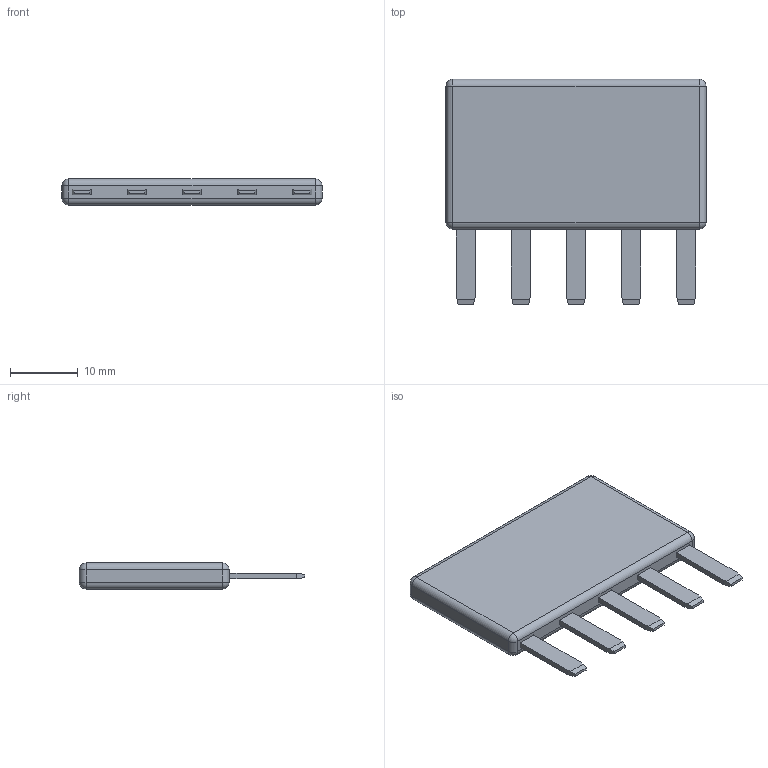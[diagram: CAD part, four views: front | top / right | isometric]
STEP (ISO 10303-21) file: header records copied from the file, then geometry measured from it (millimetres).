
FILE_DESCRIPTION((''),'2;1');
FILE_NAME('Q-BB-11_SALES_NCF_ASM','2020-02-19T14:54:26',('jwisneski'),(''),'CREO PARAMETRIC BY PTC INC, 2017110','CREO PARAMETRIC BY PTC INC, 2017110','');
FILE_SCHEMA(('CONFIG_CONTROL_DESIGN'));
Length unit declared in the file: inch
Products named in the file (4): Q-BB-11_BAR_NCF; Q-BB-11_MOLD_NCF; Q-BB-11_NCF_ASM; Q-BB-11_SALES_NCF_ASM
Assembly tree (3 placements, depth 3):
  Q-BB-11_SALES_NCF_ASM
    Q-BB-11_NCF_ASM
      Q-BB-11_BAR_NCF
      Q-BB-11_MOLD_NCF
Bounding box: 38.35 x 33.27 x 3.86 mm (x, y, z)
Volume: 3340.4 mm3; surface area: 5395.2 mm2
Topology: 2 solids, 2 shells, 87 faces, 234 edges, 148 vertices
Faces by surface type: plane 67, cylinder 12, sphere 8
Entity records: 2802 total; most frequent: CARTESIAN_POINT 478, ORIENTED_EDGE 468, DIRECTION 450, EDGE_CURVE 234, VECTOR 210, LINE 210, VERTEX_POINT 148, AXIS2_PLACEMENT_3D 120
